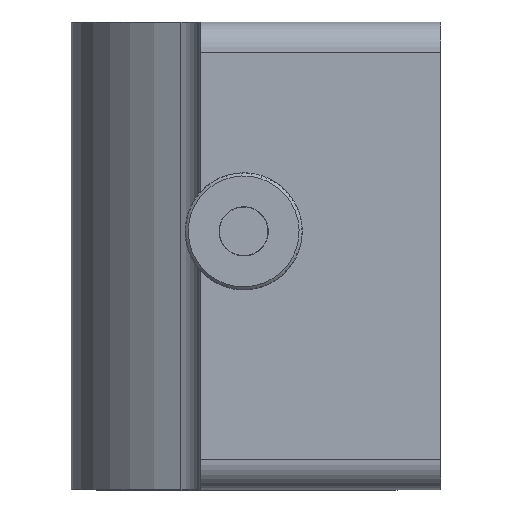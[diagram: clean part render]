
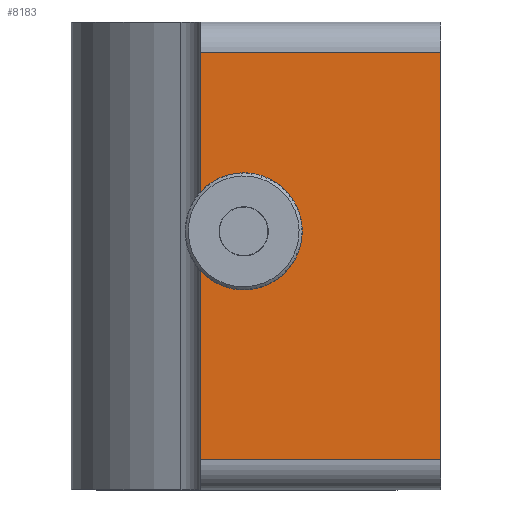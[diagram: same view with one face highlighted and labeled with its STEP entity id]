
A CAD part, left-side view. The second image highlights one B-rep face of the part: STEP entity #8183.
In plain terms, the highlighted planar face has unit normal (-1, 0, 0).
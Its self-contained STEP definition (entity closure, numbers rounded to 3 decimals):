
#163 = ORIENTED_EDGE ( 'NONE', *, *, #4733, .T. ) ;
#856 = VERTEX_POINT ( 'NONE', #8941 ) ;
#1070 = PLANE ( 'NONE',  #1450 ) ;
#1098 = CARTESIAN_POINT ( 'NONE',  ( -71.769, 20.04, 38. ) ) ;
#1225 = EDGE_LOOP ( 'NONE', ( #5654, #163, #5607, #4062 ) ) ;
#1246 = LINE ( 'NONE', #6139, #8110 ) ;
#1248 = CIRCLE ( 'NONE', #6546, 4.25 ) ;
#1283 = VERTEX_POINT ( 'NONE', #5298 ) ;
#1450 = AXIS2_PLACEMENT_3D ( 'NONE', #1098, #1727, #8094 ) ;
#1501 = DIRECTION ( 'NONE',  ( -1., 0., 0. ) ) ;
#1727 = DIRECTION ( 'NONE',  ( 1., 0., 0. ) ) ;
#2027 = VERTEX_POINT ( 'NONE', #7579 ) ;
#2324 = CARTESIAN_POINT ( 'NONE',  ( -71.769, -18.96, 33. ) ) ;
#3000 = DIRECTION ( 'NONE',  ( 0., 0., 1. ) ) ;
#3216 = DIRECTION ( 'NONE',  ( 0., -1., 0. ) ) ;
#3234 = AXIS2_PLACEMENT_3D ( 'NONE', #7257, #1501, #3000 ) ;
#3590 = FACE_BOUND ( 'NONE', #7673, .T. ) ;
#3640 = CARTESIAN_POINT ( 'NONE',  ( -71.769, 20.04, 33. ) ) ;
#3751 = DIRECTION ( 'NONE',  ( 0., 0., 1. ) ) ;
#3807 = CARTESIAN_POINT ( 'NONE',  ( -71.769, 13.04, 4. ) ) ;
#3969 = CARTESIAN_POINT ( 'NONE',  ( -71.769, 20.04, 38. ) ) ;
#4062 = ORIENTED_EDGE ( 'NONE', *, *, #8549, .T. ) ;
#4443 = CARTESIAN_POINT ( 'NONE',  ( -71.769, 13.04, -0.25 ) ) ;
#4707 = DIRECTION ( 'NONE',  ( 0., 0., -1. ) ) ;
#4733 = EDGE_CURVE ( 'NONE', #1283, #2027, #1246, .T. ) ;
#4888 = ORIENTED_EDGE ( 'NONE', *, *, #6303, .F. ) ;
#5006 = FACE_OUTER_BOUND ( 'NONE', #1225, .T. ) ;
#5241 = LINE ( 'NONE', #3969, #5563 ) ;
#5298 = CARTESIAN_POINT ( 'NONE',  ( -71.769, 20.04, -33. ) ) ;
#5478 = VECTOR ( 'NONE', #8350, 1000. ) ;
#5563 = VECTOR ( 'NONE', #4707, 1000. ) ;
#5607 = ORIENTED_EDGE ( 'NONE', *, *, #6900, .F. ) ;
#5654 = ORIENTED_EDGE ( 'NONE', *, *, #8225, .T. ) ;
#5854 = VERTEX_POINT ( 'NONE', #2324 ) ;
#5926 = CIRCLE ( 'NONE', #3234, 4.25 ) ;
#5958 = DIRECTION ( 'NONE',  ( -1., 0., 0. ) ) ;
#6139 = CARTESIAN_POINT ( 'NONE',  ( -71.769, 20.04, -33. ) ) ;
#6303 = EDGE_CURVE ( 'NONE', #856, #8710, #5926, .T. ) ;
#6546 = AXIS2_PLACEMENT_3D ( 'NONE', #3807, #5958, #3751 ) ;
#6558 = VERTEX_POINT ( 'NONE', #7489 ) ;
#6582 = DIRECTION ( 'NONE',  ( 0., 1., 0. ) ) ;
#6684 = LINE ( 'NONE', #3640, #7450 ) ;
#6775 = ORIENTED_EDGE ( 'NONE', *, *, #7504, .F. ) ;
#6900 = EDGE_CURVE ( 'NONE', #5854, #2027, #7580, .T. ) ;
#7257 = CARTESIAN_POINT ( 'NONE',  ( -71.769, 13.04, 4. ) ) ;
#7450 = VECTOR ( 'NONE', #6582, 1000. ) ;
#7489 = CARTESIAN_POINT ( 'NONE',  ( -71.769, 20.04, 33. ) ) ;
#7504 = EDGE_CURVE ( 'NONE', #8710, #856, #1248, .T. ) ;
#7579 = CARTESIAN_POINT ( 'NONE',  ( -71.769, -18.96, -33. ) ) ;
#7580 = LINE ( 'NONE', #9136, #5478 ) ;
#7673 = EDGE_LOOP ( 'NONE', ( #4888, #6775 ) ) ;
#8094 = DIRECTION ( 'NONE',  ( 0., 0., -1. ) ) ;
#8110 = VECTOR ( 'NONE', #3216, 1000. ) ;
#8183 = ADVANCED_FACE ( 'NONE', ( #3590, #5006 ), #1070, .F. ) ;
#8225 = EDGE_CURVE ( 'NONE', #6558, #1283, #5241, .T. ) ;
#8350 = DIRECTION ( 'NONE',  ( 0., 0., -1. ) ) ;
#8549 = EDGE_CURVE ( 'NONE', #5854, #6558, #6684, .T. ) ;
#8710 = VERTEX_POINT ( 'NONE', #4443 ) ;
#8941 = CARTESIAN_POINT ( 'NONE',  ( -71.769, 13.04, 8.25 ) ) ;
#9136 = CARTESIAN_POINT ( 'NONE',  ( -71.769, -18.96, 38. ) ) ;
